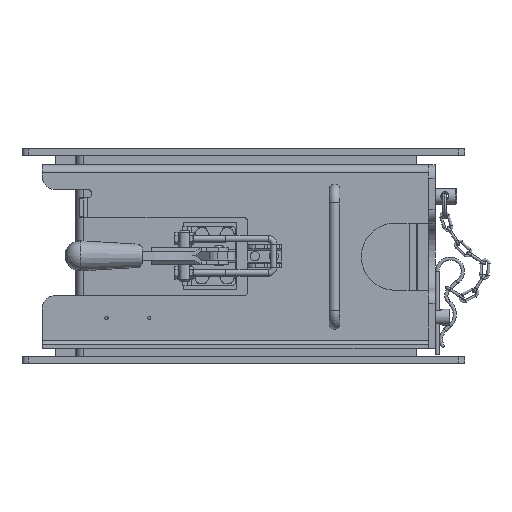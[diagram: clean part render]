
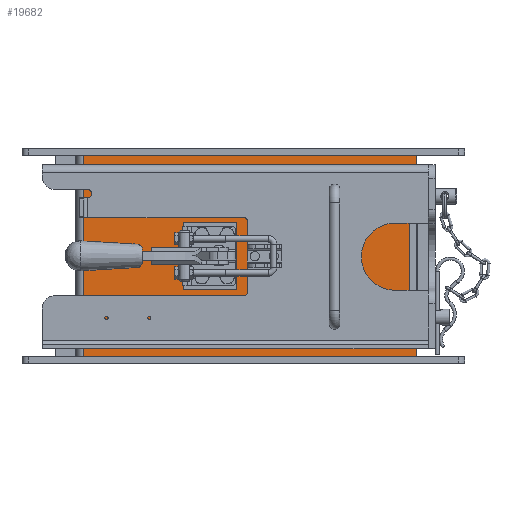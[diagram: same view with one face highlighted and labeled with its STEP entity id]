
A CAD part, left-side view. The second image highlights one B-rep face of the part: STEP entity #19682.
In plain terms, the highlighted planar face has unit normal (-1, 0, 0).
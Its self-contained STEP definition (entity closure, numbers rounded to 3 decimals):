
#1025=LINE('',#36747,#2056);
#1029=LINE('',#36754,#2060);
#1032=LINE('',#36760,#2063);
#1034=LINE('',#36763,#2065);
#1055=LINE('',#36827,#2086);
#1064=LINE('',#36858,#2095);
#1074=LINE('',#36888,#2105);
#1077=LINE('',#36897,#2108);
#1080=LINE('',#36903,#2111);
#1108=LINE('',#36978,#2139);
#1117=LINE('',#37040,#2148);
#1118=LINE('',#37041,#2149);
#2056=VECTOR('',#26299,10.);
#2060=VECTOR('',#26305,10.);
#2063=VECTOR('',#26310,10.);
#2065=VECTOR('',#26314,10.);
#2086=VECTOR('',#26371,10.);
#2095=VECTOR('',#26398,10.);
#2105=VECTOR('',#26424,10.);
#2108=VECTOR('',#26431,10.);
#2111=VECTOR('',#26440,10.);
#2139=VECTOR('',#26522,10.);
#2148=VECTOR('',#26591,10.);
#2149=VECTOR('',#26592,10.);
#2964=PLANE('',#21715);
#4078=FACE_BOUND('',#6770,.T.);
#4079=FACE_BOUND('',#6771,.T.);
#5203=FACE_OUTER_BOUND('',#6769,.T.);
#6769=EDGE_LOOP('',(#16566,#16567,#16568,#16569,#16570,#16571,#16572,#16573));
#6770=EDGE_LOOP('',(#16574,#16575,#16576,#16577));
#6771=EDGE_LOOP('',(#16578));
#7974=CIRCLE('',#21613,5.);
#9597=VERTEX_POINT('',#36737);
#9600=VERTEX_POINT('',#36744);
#9601=VERTEX_POINT('',#36746);
#9603=VERTEX_POINT('',#36752);
#9605=VERTEX_POINT('',#36758);
#9629=VERTEX_POINT('',#36825);
#9630=VERTEX_POINT('',#36826);
#9643=VERTEX_POINT('',#36856);
#9646=VERTEX_POINT('',#36867);
#9655=VERTEX_POINT('',#36886);
#9659=VERTEX_POINT('',#36895);
#9679=VERTEX_POINT('',#36977);
#9702=VERTEX_POINT('',#37039);
#11942=EDGE_CURVE('',#9597,#9597,#7974,.T.);
#11945=EDGE_CURVE('',#9601,#9600,#1025,.T.);
#11949=EDGE_CURVE('',#9600,#9603,#1029,.T.);
#11952=EDGE_CURVE('',#9603,#9605,#1032,.T.);
#11954=EDGE_CURVE('',#9605,#9601,#1034,.T.);
#11983=EDGE_CURVE('',#9629,#9630,#1055,.T.);
#11999=EDGE_CURVE('',#9643,#9629,#1064,.T.);
#12014=EDGE_CURVE('',#9643,#9655,#1074,.T.);
#12019=EDGE_CURVE('',#9646,#9659,#1077,.T.);
#12022=EDGE_CURVE('',#9630,#9659,#1080,.T.);
#12059=EDGE_CURVE('',#9646,#9679,#1108,.T.);
#12089=EDGE_CURVE('',#9702,#9655,#1117,.T.);
#12090=EDGE_CURVE('',#9679,#9702,#1118,.T.);
#16566=ORIENTED_EDGE('',*,*,#12059,.F.);
#16567=ORIENTED_EDGE('',*,*,#12019,.T.);
#16568=ORIENTED_EDGE('',*,*,#12022,.F.);
#16569=ORIENTED_EDGE('',*,*,#11983,.F.);
#16570=ORIENTED_EDGE('',*,*,#11999,.F.);
#16571=ORIENTED_EDGE('',*,*,#12014,.T.);
#16572=ORIENTED_EDGE('',*,*,#12089,.F.);
#16573=ORIENTED_EDGE('',*,*,#12090,.F.);
#16574=ORIENTED_EDGE('',*,*,#11945,.T.);
#16575=ORIENTED_EDGE('',*,*,#11949,.T.);
#16576=ORIENTED_EDGE('',*,*,#11952,.T.);
#16577=ORIENTED_EDGE('',*,*,#11954,.T.);
#16578=ORIENTED_EDGE('',*,*,#11942,.T.);
#19682=ADVANCED_FACE('',(#5203,#4078,#4079),#2964,.T.);
#21613=AXIS2_PLACEMENT_3D('',#36738,#26291,#26292);
#21715=AXIS2_PLACEMENT_3D('',#37038,#26589,#26590);
#26291=DIRECTION('center_axis',(1.,0.,0.));
#26292=DIRECTION('ref_axis',(0.,1.,0.));
#26299=DIRECTION('',(0.,0.,1.));
#26305=DIRECTION('',(0.,-1.,0.));
#26310=DIRECTION('',(0.,0.,-1.));
#26314=DIRECTION('',(0.,1.,0.));
#26371=DIRECTION('',(0.,0.,-1.));
#26398=DIRECTION('',(0.,1.,0.));
#26424=DIRECTION('',(0.,0.,1.));
#26431=DIRECTION('',(0.,0.,1.));
#26440=DIRECTION('',(0.,-1.,0.));
#26522=DIRECTION('',(0.,1.,0.));
#26589=DIRECTION('center_axis',(-1.,0.,0.));
#26590=DIRECTION('ref_axis',(0.,0.,1.));
#26591=DIRECTION('',(0.,-1.,0.));
#26592=DIRECTION('',(0.,0.,1.));
#36737=CARTESIAN_POINT('',(-126.,-49.,140.));
#36738=CARTESIAN_POINT('Origin',(-126.,-44.,140.));
#36744=CARTESIAN_POINT('',(-126.,45.,105.));
#36746=CARTESIAN_POINT('',(-126.,45.,55.));
#36747=CARTESIAN_POINT('',(-126.,45.,107.5));
#36752=CARTESIAN_POINT('',(-126.,5.,105.));
#36754=CARTESIAN_POINT('',(-126.,85.,105.));
#36758=CARTESIAN_POINT('',(-126.,5.,55.));
#36760=CARTESIAN_POINT('',(-126.,5.,132.5));
#36763=CARTESIAN_POINT('',(-126.,65.,55.));
#36825=CARTESIAN_POINT('',(-126.,-124.,145.2));
#36826=CARTESIAN_POINT('',(-126.,-124.,14.8));
#36827=CARTESIAN_POINT('',(-126.,-124.,160.));
#36856=CARTESIAN_POINT('',(-126.,-129.,145.2));
#36858=CARTESIAN_POINT('',(-126.,-124.,145.2));
#36867=CARTESIAN_POINT('',(-126.,-129.,5.));
#36886=CARTESIAN_POINT('',(-126.,-129.,155.));
#36888=CARTESIAN_POINT('',(-126.,-129.,145.));
#36895=CARTESIAN_POINT('',(-126.,-129.,14.8));
#36897=CARTESIAN_POINT('',(-126.,-129.,0.));
#36903=CARTESIAN_POINT('',(-126.,-124.,14.8));
#36977=CARTESIAN_POINT('',(-126.,119.,5.));
#36978=CARTESIAN_POINT('',(-126.,-64.5,5.));
#37038=CARTESIAN_POINT('Origin',(-126.,125.,160.));
#37039=CARTESIAN_POINT('',(-126.,119.,155.));
#37040=CARTESIAN_POINT('',(-126.,-62.,155.));
#37041=CARTESIAN_POINT('',(-126.,119.,160.));
